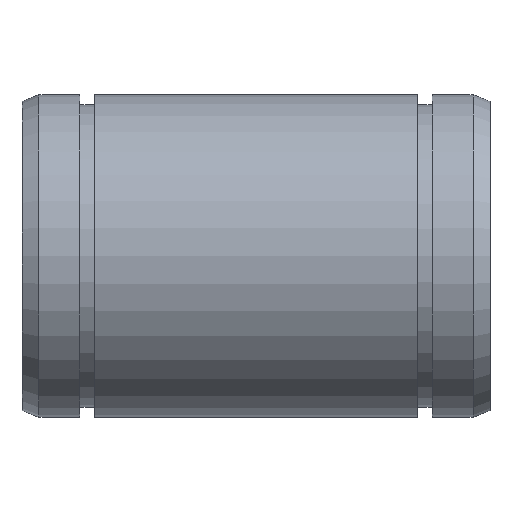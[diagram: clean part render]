
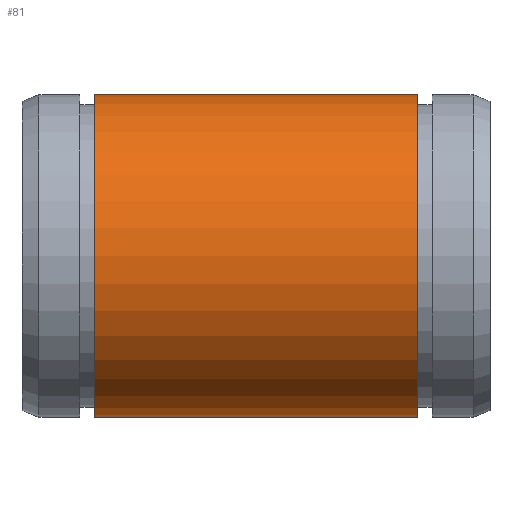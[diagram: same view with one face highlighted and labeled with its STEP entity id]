
A CAD part, top view. The second image highlights one B-rep face of the part: STEP entity #81.
In plain terms, the highlighted cylindrical face has radius 20 mm (diameter 40 mm), a partial arc.
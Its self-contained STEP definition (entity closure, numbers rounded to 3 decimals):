
#81=ADVANCED_FACE('NONE',(#181),#182,.T.);
#181=FACE_OUTER_BOUND('',#305,.T.);
#182=CYLINDRICAL_SURFACE('',#306,20.0);
#305=EDGE_LOOP('',(#473,#474,#475,#476));
#306=AXIS2_PLACEMENT_3D('',#477,#478,#479);
#473=ORIENTED_EDGE('',*,*,#730,.F.);
#474=ORIENTED_EDGE('',*,*,#731,.F.);
#475=ORIENTED_EDGE('',*,*,#732,.F.);
#476=ORIENTED_EDGE('',*,*,#733,.F.);
#477=CARTESIAN_POINT('',(-32.0,0.0,0.0));
#478=DIRECTION('',(1.0,0.0,0.0));
#479=DIRECTION('',(0.0,-1.0,0.0));
#730=EDGE_CURVE('',#875,#876,#877,.T.);
#731=EDGE_CURVE('NONE',#878,#875,#879,.T.);
#732=EDGE_CURVE('',#880,#878,#881,.T.);
#733=EDGE_CURVE('NONE',#876,#880,#882,.T.);
#875=VERTEX_POINT('',#1048);
#876=VERTEX_POINT('NONE',#1049);
#877=LINE('',#1050,#1051);
#878=VERTEX_POINT('NONE',#1052);
#879=CIRCLE('',#1053,20.0);
#880=VERTEX_POINT('',#1054);
#881=LINE('',#1055,#1056);
#882=CIRCLE('',#1057,20.0);
#1048=CARTESIAN_POINT('',(20.0,-20.0,0.));
#1049=CARTESIAN_POINT('',(-20.0,-20.0,0.0));
#1050=CARTESIAN_POINT('',(0.0,-20.0,0.));
#1051=VECTOR('',#1198,1.0);
#1052=CARTESIAN_POINT('',(20.0,20.0,0.0));
#1053=AXIS2_PLACEMENT_3D('',#1199,#1200,#1201);
#1054=CARTESIAN_POINT('',(-20.0,20.0,0.));
#1055=CARTESIAN_POINT('',(0.0,20.0,0.));
#1056=VECTOR('',#1202,1.0);
#1057=AXIS2_PLACEMENT_3D('',#1203,#1204,#1205);
#1198=DIRECTION('',(-1.0,-0.0,-0.0));
#1199=CARTESIAN_POINT('',(20.0,0.,0.0));
#1200=DIRECTION('',(1.0,0.,0.0));
#1201=DIRECTION('',(0.,1.0,0.0));
#1202=DIRECTION('',(1.0,0.0,0.0));
#1203=CARTESIAN_POINT('',(-20.0,0.,0.0));
#1204=DIRECTION('',(-1.0,0.,0.0));
#1205=DIRECTION('',(0.,-1.0,0.0));
